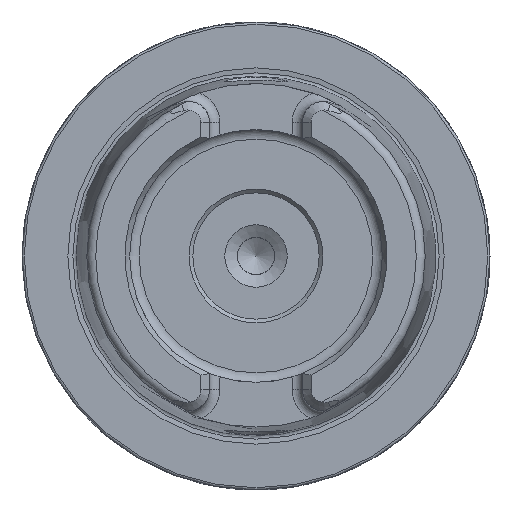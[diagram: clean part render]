
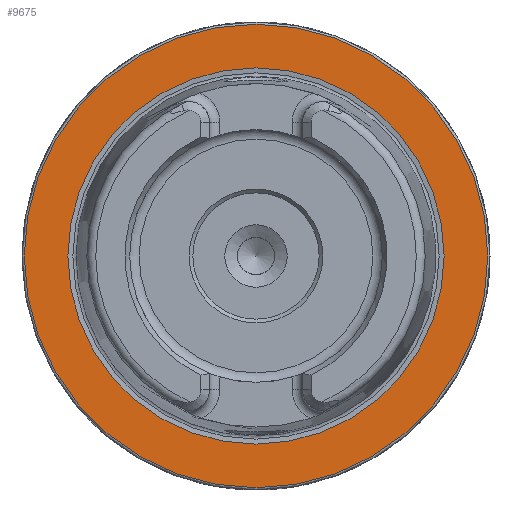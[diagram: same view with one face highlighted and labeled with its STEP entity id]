
A CAD part, left-side view. The second image highlights one B-rep face of the part: STEP entity #9675.
In plain terms, the highlighted planar face has unit normal (-1, 0, 0).
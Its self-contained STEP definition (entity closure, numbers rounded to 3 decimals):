
#719 = DIRECTION ( 'NONE',  ( 1., 0., 0. ) ) ;
#1454 = CARTESIAN_POINT ( 'NONE',  ( 0., 0., 0. ) ) ;
#2110 = CIRCLE ( 'NONE', #3855, 31.2 ) ;
#2111 = ORIENTED_EDGE ( 'NONE', *, *, #6547, .F. ) ;
#2217 = VERTEX_POINT ( 'NONE', #6914 ) ;
#2540 = CIRCLE ( 'NONE', #8047, 25.324 ) ;
#2669 = PLANE ( 'NONE',  #9300 ) ;
#3855 = AXIS2_PLACEMENT_3D ( 'NONE', #5957, #7740, #8808 ) ;
#4202 = VERTEX_POINT ( 'NONE', #9687 ) ;
#5047 = FACE_BOUND ( 'NONE', #12304, .T. ) ;
#5846 = EDGE_CURVE ( 'NONE', #2217, #2217, #2110, .T. ) ;
#5957 = CARTESIAN_POINT ( 'NONE',  ( 0., 0., 0. ) ) ;
#6547 = EDGE_CURVE ( 'NONE', #4202, #4202, #2540, .T. ) ;
#6914 = CARTESIAN_POINT ( 'NONE',  ( 0., 0., 31.2 ) ) ;
#7199 = DIRECTION ( 'NONE',  ( -1., 0., 0. ) ) ;
#7339 = FACE_OUTER_BOUND ( 'NONE', #11606, .T. ) ;
#7740 = DIRECTION ( 'NONE',  ( -1., 0., 0. ) ) ;
#8047 = AXIS2_PLACEMENT_3D ( 'NONE', #1454, #7199, #10127 ) ;
#8808 = DIRECTION ( 'NONE',  ( 0., 0., 1. ) ) ;
#9300 = AXIS2_PLACEMENT_3D ( 'NONE', #9485, #719, #10451 ) ;
#9485 = CARTESIAN_POINT ( 'NONE',  ( 0., 31.2, 0. ) ) ;
#9675 = ADVANCED_FACE ( 'NONE', ( #5047, #7339 ), #2669, .F. ) ;
#9687 = CARTESIAN_POINT ( 'NONE',  ( 0., 0., 25.324 ) ) ;
#10127 = DIRECTION ( 'NONE',  ( 0., 0., 1. ) ) ;
#10451 = DIRECTION ( 'NONE',  ( 0., 0., -1. ) ) ;
#11606 = EDGE_LOOP ( 'NONE', ( #11796 ) ) ;
#11796 = ORIENTED_EDGE ( 'NONE', *, *, #5846, .T. ) ;
#12304 = EDGE_LOOP ( 'NONE', ( #2111 ) ) ;
